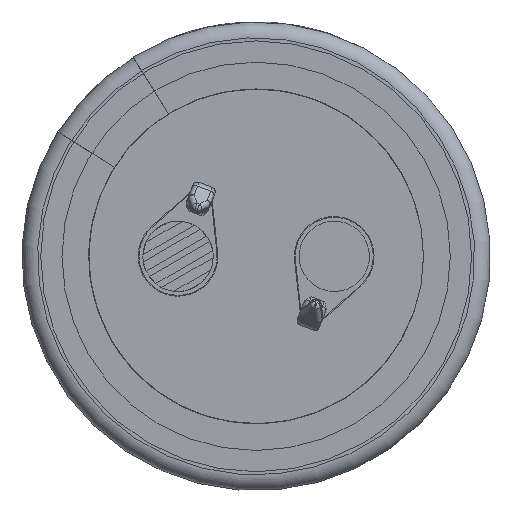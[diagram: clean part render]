
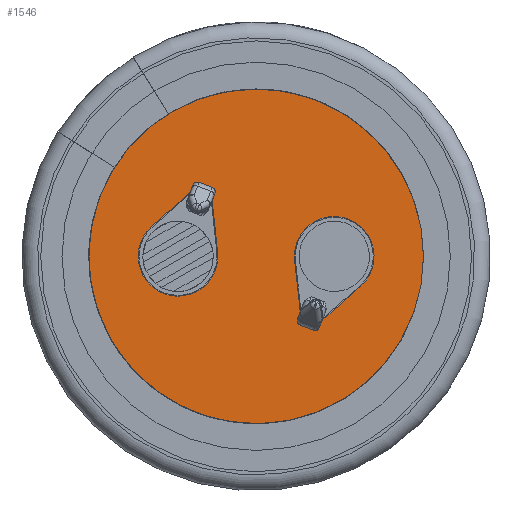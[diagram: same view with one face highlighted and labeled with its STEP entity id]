
A CAD part, front view. The second image highlights one B-rep face of the part: STEP entity #1546.
In plain terms, the highlighted planar face has unit normal (0, -1, 0).
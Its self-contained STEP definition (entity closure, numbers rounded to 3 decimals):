
#1546 = ADVANCED_FACE( '', ( #3311, #3312, #3313 ), #3314, .T. );
#3311 = FACE_OUTER_BOUND( '', #6776, .T. );
#3312 = FACE_BOUND( '', #6777, .T. );
#3313 = FACE_BOUND( '', #6778, .T. );
#3314 = PLANE( '', #6779 );
#6776 = EDGE_LOOP( '', ( #11579 ) );
#6777 = EDGE_LOOP( '', ( #11580, #11581, #11582, #11583 ) );
#6778 = EDGE_LOOP( '', ( #11584, #11585, #11586, #11587 ) );
#6779 = AXIS2_PLACEMENT_3D( '', #11588, #11589, #11590 );
#11579 = ORIENTED_EDGE( '', *, *, #12882, .T. );
#11580 = ORIENTED_EDGE( '', *, *, #13770, .F. );
#11581 = ORIENTED_EDGE( '', *, *, #14547, .F. );
#11582 = ORIENTED_EDGE( '', *, *, #14151, .F. );
#11583 = ORIENTED_EDGE( '', *, *, #14548, .F. );
#11584 = ORIENTED_EDGE( '', *, *, #14031, .T. );
#11585 = ORIENTED_EDGE( '', *, *, #13151, .T. );
#11586 = ORIENTED_EDGE( '', *, *, #14549, .T. );
#11587 = ORIENTED_EDGE( '', *, *, #14517, .T. );
#11588 = CARTESIAN_POINT( '', ( 0., 0., 0. ) );
#11589 = DIRECTION( '', ( 0., -1., 0. ) );
#11590 = DIRECTION( '', ( 1., 0., 0. ) );
#12882 = EDGE_CURVE( '', #15079, #15079, #15080, .T. );
#13151 = EDGE_CURVE( '', #15547, #15548, #15549, .T. );
#13770 = EDGE_CURVE( '', #16567, #16568, #16569, .T. );
#14031 = EDGE_CURVE( '', #16923, #15547, #16924, .T. );
#14151 = EDGE_CURVE( '', #17082, #17083, #17084, .T. );
#14517 = EDGE_CURVE( '', #17521, #16923, #17522, .T. );
#14547 = EDGE_CURVE( '', #17083, #16567, #17555, .T. );
#14548 = EDGE_CURVE( '', #16568, #17082, #17556, .T. );
#14549 = EDGE_CURVE( '', #15548, #17521, #17557, .T. );
#15079 = VERTEX_POINT( '', #18480 );
#15080 = CIRCLE( '', #18481, 12.429 );
#15547 = VERTEX_POINT( '', #19430 );
#15548 = VERTEX_POINT( '', #19431 );
#15549 = LINE( '', #19432, #19433 );
#16567 = VERTEX_POINT( '', #21867 );
#16568 = VERTEX_POINT( '', #21868 );
#16569 = LINE( '', #21869, #21870 );
#16923 = VERTEX_POINT( '', #22653 );
#16924 = LINE( '', #22654, #22655 );
#17082 = VERTEX_POINT( '', #23049 );
#17083 = VERTEX_POINT( '', #23050 );
#17084 = LINE( '', #23051, #23052 );
#17521 = VERTEX_POINT( '', #24024 );
#17522 = CIRCLE( '', #24025, 2.55 );
#17555 = LINE( '', #24072, #24073 );
#17556 = CIRCLE( '', #24074, 2.55 );
#17557 = LINE( '', #24075, #24076 );
#18480 = CARTESIAN_POINT( '', ( 12.429, 0., 0. ) );
#18481 = AXIS2_PLACEMENT_3D( '', #24562, #24563, #24564 );
#19430 = CARTESIAN_POINT( '', ( 4.27, 0., -4.059 ) );
#19431 = CARTESIAN_POINT( '', ( 2.814, 0., -3.497 ) );
#19432 = CARTESIAN_POINT( '', ( 4.27, 0., -4.059 ) );
#19433 = VECTOR( '', #24683, 1000. );
#21867 = CARTESIAN_POINT( '', ( -4.27, 0., 4.059 ) );
#21868 = CARTESIAN_POINT( '', ( -6.694, 0., 1.906 ) );
#21869 = CARTESIAN_POINT( '', ( -4.27, 0., 4.059 ) );
#21870 = VECTOR( '', #24810, 1000. );
#22653 = CARTESIAN_POINT( '', ( 6.694, 0., -1.906 ) );
#22654 = CARTESIAN_POINT( '', ( 6.694, 0., -1.906 ) );
#22655 = VECTOR( '', #24930, 1000. );
#23049 = CARTESIAN_POINT( '', ( -2.465, 0., 0.274 ) );
#23050 = CARTESIAN_POINT( '', ( -2.814, 0., 3.497 ) );
#23051 = CARTESIAN_POINT( '', ( -2.465, 0., 0.274 ) );
#23052 = VECTOR( '', #24976, 1000. );
#24024 = CARTESIAN_POINT( '', ( 2.465, 0., -0.274 ) );
#24025 = AXIS2_PLACEMENT_3D( '', #25130, #25131, #25132 );
#24072 = CARTESIAN_POINT( '', ( -2.814, 0., 3.497 ) );
#24073 = VECTOR( '', #25158, 1000. );
#24074 = AXIS2_PLACEMENT_3D( '', #25159, #25160, #25161 );
#24075 = CARTESIAN_POINT( '', ( 2.814, 0., -3.497 ) );
#24076 = VECTOR( '', #25162, 1000. );
#24562 = CARTESIAN_POINT( '', ( 0., 0., 0. ) );
#24563 = DIRECTION( '', ( 0., -1., 0. ) );
#24564 = DIRECTION( '', ( 1., 0., 0. ) );
#24683 = DIRECTION( '', ( -0.933, 0., 0.36 ) );
#24810 = DIRECTION( '', ( -0.748, 0., -0.664 ) );
#24930 = DIRECTION( '', ( -0.748, 0., -0.664 ) );
#24976 = DIRECTION( '', ( -0.108, 0., 0.994 ) );
#25130 = CARTESIAN_POINT( '', ( 5., 0., 0. ) );
#25131 = DIRECTION( '', ( 0., 1., 0. ) );
#25132 = DIRECTION( '', ( 0., 0., -1. ) );
#25158 = DIRECTION( '', ( -0.933, 0., 0.36 ) );
#25159 = CARTESIAN_POINT( '', ( -5., 0., 0. ) );
#25160 = DIRECTION( '', ( 0., -1., 0. ) );
#25161 = DIRECTION( '', ( 0., 0., 1. ) );
#25162 = DIRECTION( '', ( -0.108, 0., 0.994 ) );
